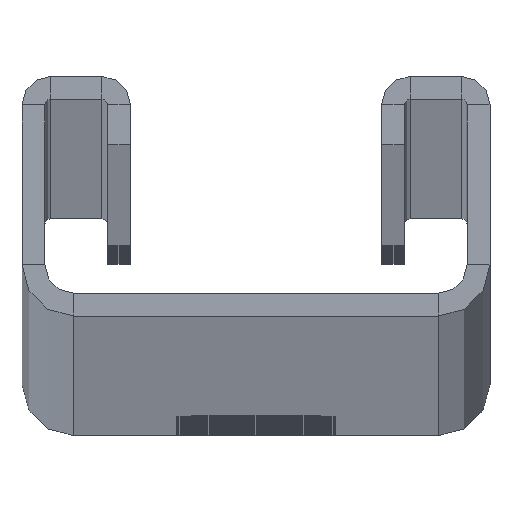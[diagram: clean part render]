
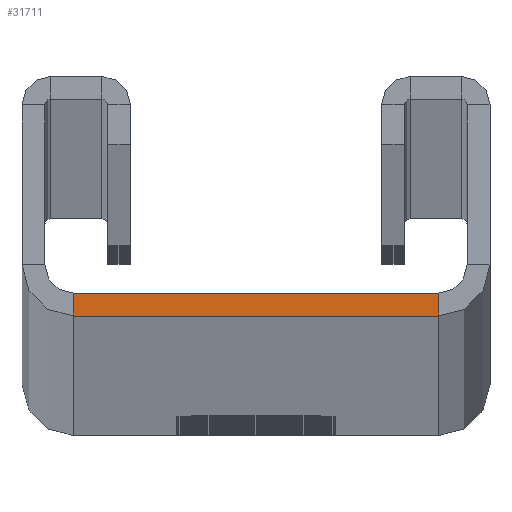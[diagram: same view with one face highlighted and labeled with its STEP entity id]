
A CAD part, top view. The second image highlights one B-rep face of the part: STEP entity #31711.
In plain terms, the highlighted planar face has unit normal (0, 0, 1).
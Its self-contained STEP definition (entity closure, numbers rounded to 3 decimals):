
#535 = LINE ( 'NONE', #34028, #20266 ) ;
#838 = CARTESIAN_POINT ( 'NONE',  ( 18.5, 4.5, 6000. ) ) ;
#871 = VERTEX_POINT ( 'NONE', #36755 ) ;
#3188 = EDGE_LOOP ( 'NONE', ( #19012, #11668, #10793, #14202 ) ) ;
#4221 = CARTESIAN_POINT ( 'NONE',  ( -16., 2., 6000. ) ) ;
#4433 = DIRECTION ( 'NONE',  ( 0., 0., 1. ) ) ;
#4467 = VECTOR ( 'NONE', #17649, 1000. ) ;
#4665 = CARTESIAN_POINT ( 'NONE',  ( -16., 2., 6000. ) ) ;
#9511 = CARTESIAN_POINT ( 'NONE',  ( 16., 2., 6000. ) ) ;
#9552 = VERTEX_POINT ( 'NONE', #10713 ) ;
#9584 = EDGE_CURVE ( 'NONE', #9756, #871, #535, .T. ) ;
#9756 = VERTEX_POINT ( 'NONE', #19984 ) ;
#10713 = CARTESIAN_POINT ( 'NONE',  ( -16., 0., 6000. ) ) ;
#10793 = ORIENTED_EDGE ( 'NONE', *, *, #23574, .F. ) ;
#11668 = ORIENTED_EDGE ( 'NONE', *, *, #9584, .T. ) ;
#12776 = FACE_OUTER_BOUND ( 'NONE', #3188, .T. ) ;
#14202 = ORIENTED_EDGE ( 'NONE', *, *, #38295, .T. ) ;
#17649 = DIRECTION ( 'NONE',  ( 0., -1., 0. ) ) ;
#18741 = EDGE_CURVE ( 'NONE', #9552, #9756, #21071, .T. ) ;
#19012 = ORIENTED_EDGE ( 'NONE', *, *, #18741, .T. ) ;
#19353 = PLANE ( 'NONE',  #33398 ) ;
#19984 = CARTESIAN_POINT ( 'NONE',  ( 16., 0., 6000. ) ) ;
#20266 = VECTOR ( 'NONE', #34231, 1000. ) ;
#20690 = VECTOR ( 'NONE', #26812, 1000. ) ;
#20819 = LINE ( 'NONE', #4665, #4467 ) ;
#21071 = LINE ( 'NONE', #29999, #20690 ) ;
#23574 = EDGE_CURVE ( 'NONE', #33956, #871, #28632, .T. ) ;
#26812 = DIRECTION ( 'NONE',  ( 1., 0., 0. ) ) ;
#27178 = DIRECTION ( 'NONE',  ( 1., 0., 0. ) ) ;
#28632 = LINE ( 'NONE', #9511, #40504 ) ;
#29999 = CARTESIAN_POINT ( 'NONE',  ( 16., 0., 6000. ) ) ;
#31711 = ADVANCED_FACE ( 'NONE', ( #12776 ), #19353, .T. ) ;
#33398 = AXIS2_PLACEMENT_3D ( 'NONE', #838, #4433, #27178 ) ;
#33956 = VERTEX_POINT ( 'NONE', #4221 ) ;
#34028 = CARTESIAN_POINT ( 'NONE',  ( 16., 0., 6000. ) ) ;
#34231 = DIRECTION ( 'NONE',  ( 0., 1., 0. ) ) ;
#35844 = DIRECTION ( 'NONE',  ( 1., 0., 0. ) ) ;
#36755 = CARTESIAN_POINT ( 'NONE',  ( 16., 2., 6000. ) ) ;
#38295 = EDGE_CURVE ( 'NONE', #33956, #9552, #20819, .T. ) ;
#40504 = VECTOR ( 'NONE', #35844, 1000. ) ;
